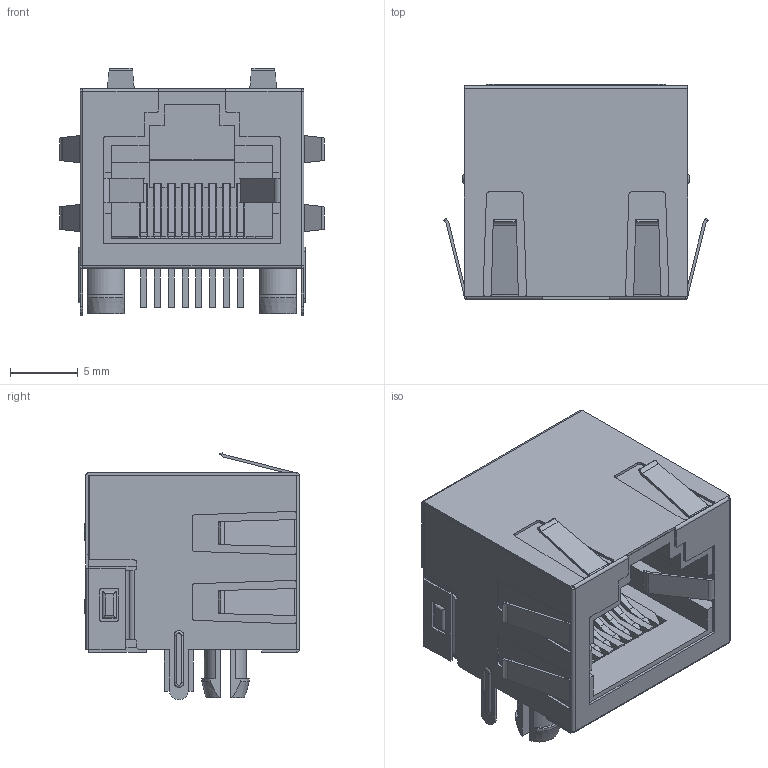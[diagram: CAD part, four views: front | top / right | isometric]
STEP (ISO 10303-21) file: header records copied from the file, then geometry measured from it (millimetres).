
FILE_DESCRIPTION( ( 'Unknown' ), '1' );
FILE_NAME( '615008140621.stp', 'Unknown', ( 'Unknown' ), ( 'Unknown' ), 'PSStep 17.0.49', 'Unknown', ' ' );
FILE_SCHEMA( ( 'AUTOMOTIVE_DESIGN { 1 0 10303 214 1 1 1 1 }' ) );
Length unit declared in the file: millimetre
Products named in the file (7): Assem1; pin1; pin2; cap; 615008140621; Housing2; Housing
Assembly tree (12 placements, depth 2):
  Assem1
    pin1  x4
    pin2  x4
    cap
    615008140621
    Housing2
    Housing
Bounding box: 19.5 x 15.85 x 18.24 mm (x, y, z)
Volume: 1854.2 mm3; surface area: 5440.9 mm2
Topology: 12 solids, 12 shells, 814 faces, 2334 edges, 1528 vertices
Faces by surface type: plane 570, cylinder 224, torus 12, bspline 4, cone 4
Entity records: 29976 total; most frequent: CARTESIAN_POINT 4829, ORIENTED_EDGE 4164, DIRECTION 3852, EDGE_CURVE 2082, LINE 1678, VECTOR 1678, VERTEX_POINT 1360, AXIS2_PLACEMENT_3D 1087
